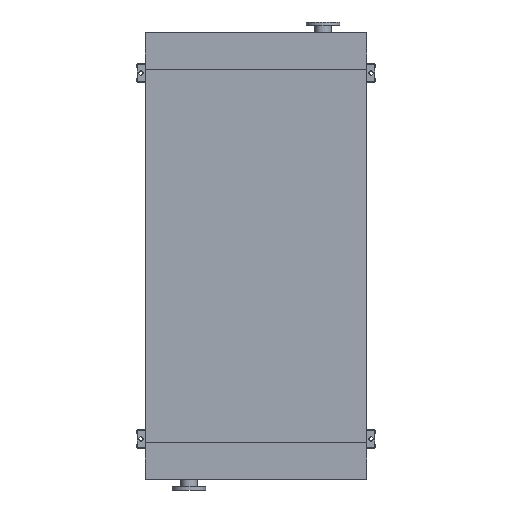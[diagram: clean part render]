
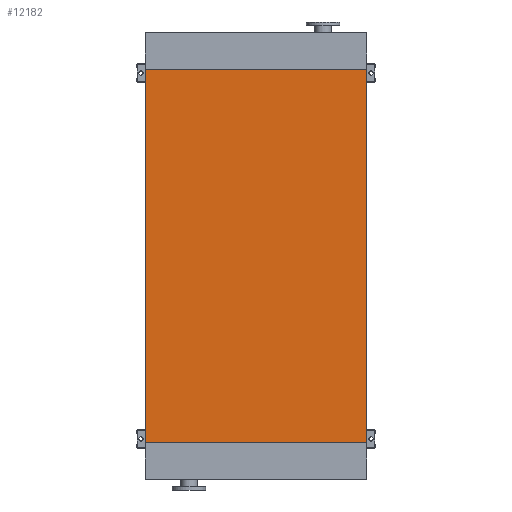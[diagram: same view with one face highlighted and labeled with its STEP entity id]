
A CAD part, front view. The second image highlights one B-rep face of the part: STEP entity #12182.
In plain terms, the highlighted planar face has unit normal (0, -1, 0).
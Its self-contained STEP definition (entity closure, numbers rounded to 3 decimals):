
#260 = DIRECTION ( 'NONE',  ( 0., -1., 0. ) ) ;
#965 = CARTESIAN_POINT ( 'NONE',  ( -725., 0., -2450. ) ) ;
#1402 = VERTEX_POINT ( 'NONE', #11451 ) ;
#3928 = VECTOR ( 'NONE', #16489, 1000. ) ;
#5536 = EDGE_CURVE ( 'NONE', #6727, #1402, #10215, .T. ) ;
#6386 = EDGE_CURVE ( 'NONE', #16245, #9364, #15364, .T. ) ;
#6407 = VECTOR ( 'NONE', #16340, 1000. ) ;
#6411 = EDGE_CURVE ( 'NONE', #1402, #9364, #12267, .T. ) ;
#6430 = EDGE_CURVE ( 'NONE', #6727, #16245, #17501, .T. ) ;
#6727 = VERTEX_POINT ( 'NONE', #12802 ) ;
#6795 = AXIS2_PLACEMENT_3D ( 'NONE', #965, #260, #17675 ) ;
#8848 = CARTESIAN_POINT ( 'NONE',  ( 725., 0., 0. ) ) ;
#9364 = VERTEX_POINT ( 'NONE', #8848 ) ;
#10215 = LINE ( 'NONE', #16382, #6407 ) ;
#11416 = VECTOR ( 'NONE', #16449, 1000. ) ;
#11451 = CARTESIAN_POINT ( 'NONE',  ( -725., 0., 0. ) ) ;
#12182 = ADVANCED_FACE ( 'NONE', ( #17128 ), #17887, .T. ) ;
#12219 = ORIENTED_EDGE ( 'NONE', *, *, #6411, .F. ) ;
#12267 = LINE ( 'NONE', #16462, #11416 ) ;
#12585 = ORIENTED_EDGE ( 'NONE', *, *, #5536, .F. ) ;
#12802 = CARTESIAN_POINT ( 'NONE',  ( -725., 0., -2450. ) ) ;
#12986 = ORIENTED_EDGE ( 'NONE', *, *, #6430, .T. ) ;
#13388 = CARTESIAN_POINT ( 'NONE',  ( 725., 0., -2450. ) ) ;
#15364 = LINE ( 'NONE', #16589, #3928 ) ;
#16002 = ORIENTED_EDGE ( 'NONE', *, *, #6386, .T. ) ;
#16245 = VERTEX_POINT ( 'NONE', #13388 ) ;
#16340 = DIRECTION ( 'NONE',  ( 0., 0., 1. ) ) ;
#16351 = DIRECTION ( 'NONE',  ( 1., 0., 0. ) ) ;
#16382 = CARTESIAN_POINT ( 'NONE',  ( -725., 0., -2450. ) ) ;
#16449 = DIRECTION ( 'NONE',  ( 1., 0., 0. ) ) ;
#16459 = CARTESIAN_POINT ( 'NONE',  ( -725., 0., -2450. ) ) ;
#16462 = CARTESIAN_POINT ( 'NONE',  ( -725., 0., 0. ) ) ;
#16489 = DIRECTION ( 'NONE',  ( 0., 0., 1. ) ) ;
#16589 = CARTESIAN_POINT ( 'NONE',  ( 725., 0., -2450. ) ) ;
#16864 = EDGE_LOOP ( 'NONE', ( #12219, #12585, #12986, #16002 ) ) ;
#17128 = FACE_OUTER_BOUND ( 'NONE', #16864, .T. ) ;
#17175 = VECTOR ( 'NONE', #16351, 1000. ) ;
#17501 = LINE ( 'NONE', #16459, #17175 ) ;
#17675 = DIRECTION ( 'NONE',  ( 0., 0., -1. ) ) ;
#17887 = PLANE ( 'NONE',  #6795 ) ;
